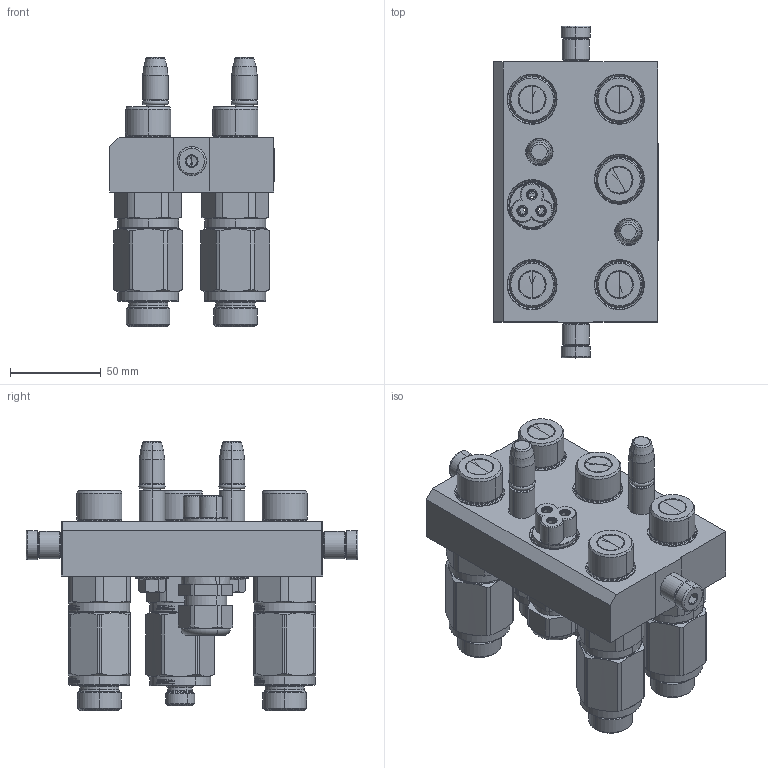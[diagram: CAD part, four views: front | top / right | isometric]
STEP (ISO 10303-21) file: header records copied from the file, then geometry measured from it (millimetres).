
FILE_DESCRIPTION (( 'STEP AP214' ), '1' );
FILE_NAME ('FASTER.step', '2022-11-22T07:44:31', ( '' ), ( '' ), 'SwSTEP 2.0', 'SolidWorks 2017', '' );
FILE_SCHEMA (( 'AUTOMOTIVE_DESIGN' ));
Length unit declared in the file: millimetre
Products named in the file (16): 3ffnp12-2_16m; P608_M_BASE; et002; 3ffnp12-3_24m; 1540_080_0008_000; 4830_021_0000_000; 4830_028_1000_011; 4850_010_0000_010; 4830_013_3000_030; FASTER; corpospel08-3m; conn_3p_m; or2_62x9_19_m; 4830_044_0000_000
Assembly tree (25 placements, depth 3):
  FASTER
    P608_M_BASE
      4850_010_0000_010
      4830_021_0000_000  x2
      4830_013_3000_030  x2
      4830_028_1000_011  x2
      1540_080_0008_000  x2
      or2_62x9_19_m  x2
    3ffnp12-3_24m  x4
      3ffnp12-3_24m
    conn_3p_m
      4830_044_0000_000  x3
      corpospel08-3m
    3ffnp12-2_16m
      3ffnp12-2_16m
    et002
Bounding box: 90.3 x 182.6 x 148 mm (x, y, z)
Volume: 2873.9 mm3; surface area: 169737 mm2
Topology: 5 solids, 86 shells, 3021 faces, 8771 edges, 5747 vertices
Faces by surface type: plane 1668, cylinder 557, cone 456, torus 175, bspline 159, sphere 6
Entity records: 79377 total; most frequent: CARTESIAN_POINT 20463, ORIENTED_EDGE 10540, DIRECTION 9865, EDGE_CURVE 5618, LINE 3699, VECTOR 3699, VERTEX_POINT 3693, AXIS2_PLACEMENT_3D 3083
